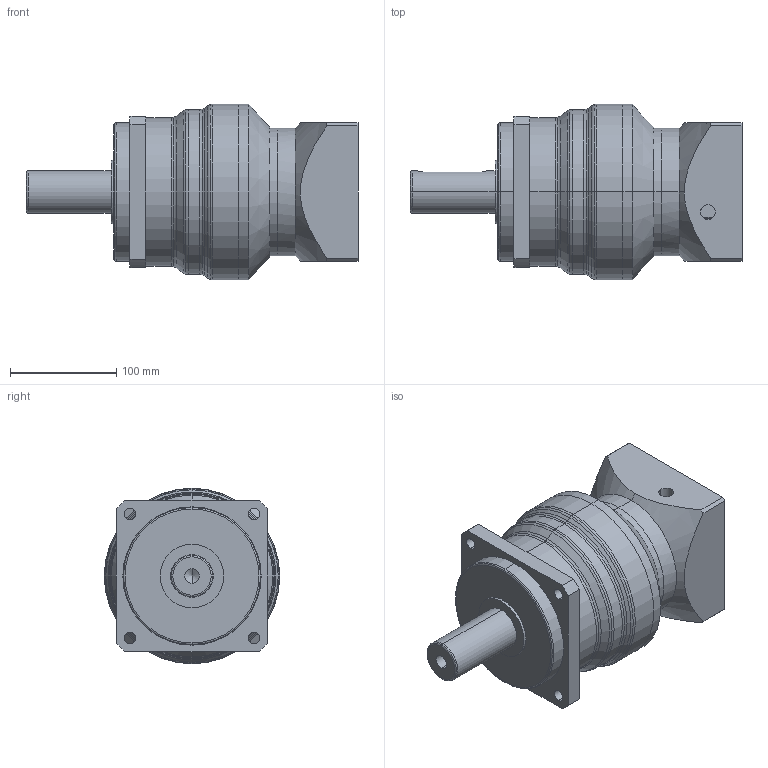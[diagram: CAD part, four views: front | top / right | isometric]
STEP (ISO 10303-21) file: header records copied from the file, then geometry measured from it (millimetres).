
FILE_DESCRIPTION((''),'2;1');
FILE_NAME('00_ASM','2022-06-10T15:20:17',('Administrator'),(''),'CREO PARAMETRIC BY PTC INC, 2019010','CREO PARAMETRIC BY PTC INC, 2019010','');
FILE_SCHEMA(('CONFIG_CONTROL_DESIGN'));
Length unit declared in the file: millimetre
Products named in the file (4): M1610001; 100; 00_ASM
Assembly tree (3 placements, depth 2):
  00_ASM
    M1610001
    100
    100
Bounding box: 312.2 x 165 x 165 mm (x, y, z)
Volume: 3677973.2 mm3; surface area: 265197 mm2
Topology: 3 solids, 3 shells, 416 faces, 1095 edges, 712 vertices
Faces by surface type: plane 174, extrusion 132, cylinder 62, torus 24, cone 24
Entity records: 15973 total; most frequent: CARTESIAN_POINT 6013, ORIENTED_EDGE 2170, DIRECTION 1698, EDGE_CURVE 1085, VECTOR 742, VERTEX_POINT 712, LINE 610, AXIS2_PLACEMENT_3D 478
